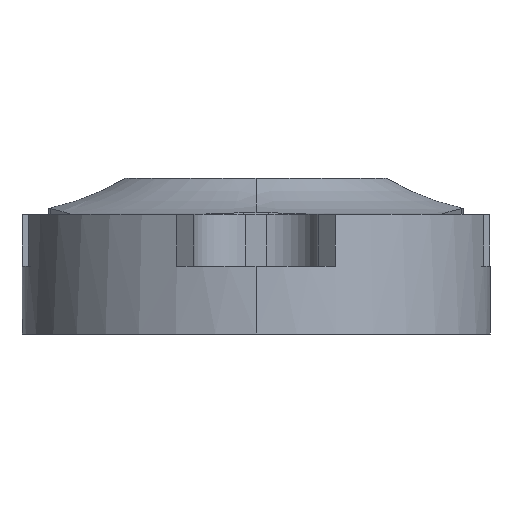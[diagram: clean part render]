
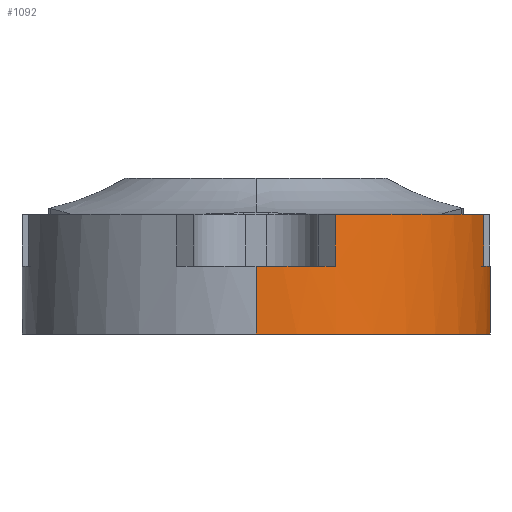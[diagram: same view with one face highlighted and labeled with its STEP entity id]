
A CAD part, left-side view. The second image highlights one B-rep face of the part: STEP entity #1092.
In plain terms, the highlighted cylindrical face has radius 9 mm (diameter 18 mm), a partial arc.
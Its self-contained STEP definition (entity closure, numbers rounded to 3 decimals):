
#8 = CARTESIAN_POINT ( 'NONE',  ( -30., 0., 0. ) ) ;
#11 = CARTESIAN_POINT ( 'NONE',  ( -32.1, -8.752, 2.6 ) ) ;
#18 = DIRECTION ( 'NONE',  ( 0., 0., -1. ) ) ;
#31 = CYLINDRICAL_SURFACE ( 'NONE', #623, 9. ) ;
#77 = DIRECTION ( 'NONE',  ( 1., 0., 0. ) ) ;
#78 = EDGE_CURVE ( 'NONE', #840, #1073, #1158, .T. ) ;
#93 = CARTESIAN_POINT ( 'NONE',  ( -30., 0., 4.6 ) ) ;
#106 = EDGE_CURVE ( 'NONE', #1287, #1073, #326, .T. ) ;
#207 = CARTESIAN_POINT ( 'NONE',  ( -30., 0., 2.6 ) ) ;
#212 = ORIENTED_EDGE ( 'NONE', *, *, #292, .T. ) ;
#220 = LINE ( 'NONE', #249, #519 ) ;
#249 = CARTESIAN_POINT ( 'NONE',  ( -39., 0., 2.6 ) ) ;
#251 = CIRCLE ( 'NONE', #354, 9. ) ;
#259 = CARTESIAN_POINT ( 'NONE',  ( -38.467, -3.05, 2.6 ) ) ;
#292 = EDGE_CURVE ( 'NONE', #1035, #717, #987, .T. ) ;
#326 = LINE ( 'NONE', #377, #1106 ) ;
#332 = DIRECTION ( 'NONE',  ( 0., 0., 1. ) ) ;
#354 = AXIS2_PLACEMENT_3D ( 'NONE', #93, #1131, #1494 ) ;
#377 = CARTESIAN_POINT ( 'NONE',  ( -30., -9., 2.6 ) ) ;
#380 = DIRECTION ( 'NONE',  ( 0., 0., 1. ) ) ;
#486 = ORIENTED_EDGE ( 'NONE', *, *, #1335, .F. ) ;
#517 = CARTESIAN_POINT ( 'NONE',  ( -38.467, -3.05, 4.6 ) ) ;
#518 = EDGE_CURVE ( 'NONE', #1488, #717, #1280, .T. ) ;
#519 = VECTOR ( 'NONE', #18, 1000. ) ;
#546 = DIRECTION ( 'NONE',  ( -1., 0., 0. ) ) ;
#548 = ORIENTED_EDGE ( 'NONE', *, *, #78, .T. ) ;
#566 = DIRECTION ( 'NONE',  ( 1., 0., 0. ) ) ;
#583 = DIRECTION ( 'NONE',  ( 0., 0., 1. ) ) ;
#588 = ORIENTED_EDGE ( 'NONE', *, *, #518, .F. ) ;
#623 = AXIS2_PLACEMENT_3D ( 'NONE', #822, #1208, #546 ) ;
#690 = CARTESIAN_POINT ( 'NONE',  ( -30., -9., 0. ) ) ;
#717 = VERTEX_POINT ( 'NONE', #259 ) ;
#754 = DIRECTION ( 'NONE',  ( 0., 0., -1. ) ) ;
#795 = AXIS2_PLACEMENT_3D ( 'NONE', #207, #583, #77 ) ;
#822 = CARTESIAN_POINT ( 'NONE',  ( -30., 0., 2.6 ) ) ;
#827 = EDGE_CURVE ( 'NONE', #1488, #840, #220, .T. ) ;
#840 = VERTEX_POINT ( 'NONE', #1435 ) ;
#849 = CARTESIAN_POINT ( 'NONE',  ( -30., -9., 2.6 ) ) ;
#861 = EDGE_CURVE ( 'NONE', #1658, #1491, #1320, .T. ) ;
#987 = LINE ( 'NONE', #1192, #1027 ) ;
#1002 = EDGE_LOOP ( 'NONE', ( #588, #1078, #548, #1110, #1317, #1382, #486, #212 ) ) ;
#1027 = VECTOR ( 'NONE', #1558, 1000. ) ;
#1035 = VERTEX_POINT ( 'NONE', #517 ) ;
#1055 = CIRCLE ( 'NONE', #795, 9. ) ;
#1073 = VERTEX_POINT ( 'NONE', #690 ) ;
#1078 = ORIENTED_EDGE ( 'NONE', *, *, #827, .T. ) ;
#1092 = ADVANCED_FACE ( 'NONE', ( #1617 ), #31, .T. ) ;
#1106 = VECTOR ( 'NONE', #754, 1000. ) ;
#1109 = CARTESIAN_POINT ( 'NONE',  ( -30., 0., 2.6 ) ) ;
#1110 = ORIENTED_EDGE ( 'NONE', *, *, #106, .F. ) ;
#1131 = DIRECTION ( 'NONE',  ( 0., 0., 1. ) ) ;
#1154 = AXIS2_PLACEMENT_3D ( 'NONE', #8, #380, #1276 ) ;
#1158 = CIRCLE ( 'NONE', #1154, 9. ) ;
#1189 = DIRECTION ( 'NONE',  ( 0., 0., 1. ) ) ;
#1192 = CARTESIAN_POINT ( 'NONE',  ( -38.467, -3.05, 2.6 ) ) ;
#1208 = DIRECTION ( 'NONE',  ( 0., 0., -1. ) ) ;
#1276 = DIRECTION ( 'NONE',  ( 1., 0., 0. ) ) ;
#1280 = CIRCLE ( 'NONE', #1588, 9. ) ;
#1281 = CARTESIAN_POINT ( 'NONE',  ( -39., 0., 2.6 ) ) ;
#1287 = VERTEX_POINT ( 'NONE', #849 ) ;
#1309 = CARTESIAN_POINT ( 'NONE',  ( -32.1, -8.752, 2.6 ) ) ;
#1317 = ORIENTED_EDGE ( 'NONE', *, *, #1385, .F. ) ;
#1320 = LINE ( 'NONE', #1309, #1600 ) ;
#1335 = EDGE_CURVE ( 'NONE', #1035, #1491, #251, .T. ) ;
#1382 = ORIENTED_EDGE ( 'NONE', *, *, #861, .T. ) ;
#1385 = EDGE_CURVE ( 'NONE', #1658, #1287, #1055, .T. ) ;
#1435 = CARTESIAN_POINT ( 'NONE',  ( -39., 0., 0. ) ) ;
#1488 = VERTEX_POINT ( 'NONE', #1281 ) ;
#1491 = VERTEX_POINT ( 'NONE', #1543 ) ;
#1494 = DIRECTION ( 'NONE',  ( 1., 0., 0. ) ) ;
#1543 = CARTESIAN_POINT ( 'NONE',  ( -32.1, -8.752, 4.6 ) ) ;
#1558 = DIRECTION ( 'NONE',  ( 0., 0., -1. ) ) ;
#1588 = AXIS2_PLACEMENT_3D ( 'NONE', #1109, #332, #566 ) ;
#1600 = VECTOR ( 'NONE', #1189, 1000. ) ;
#1617 = FACE_OUTER_BOUND ( 'NONE', #1002, .T. ) ;
#1658 = VERTEX_POINT ( 'NONE', #11 ) ;
